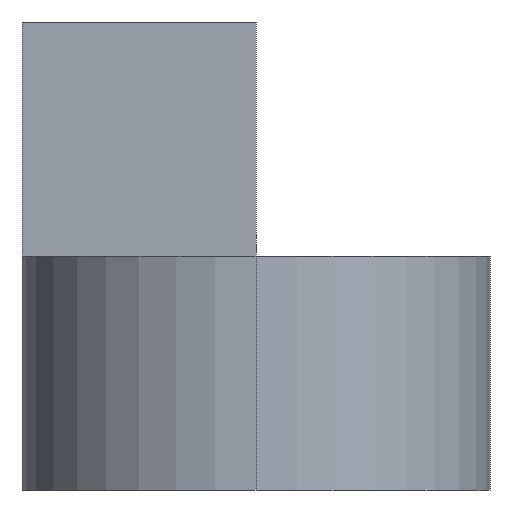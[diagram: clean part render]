
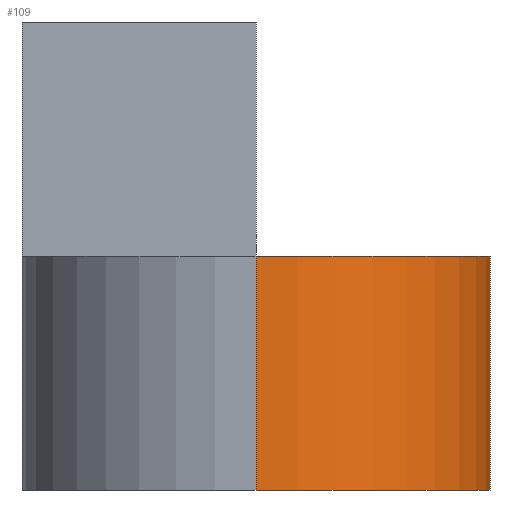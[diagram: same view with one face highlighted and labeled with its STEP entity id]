
A CAD part, left-side view. The second image highlights one B-rep face of the part: STEP entity #109.
In plain terms, the highlighted cylindrical face has radius 2 mm (diameter 4 mm), a partial arc.
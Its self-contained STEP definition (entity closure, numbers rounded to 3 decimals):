
#17 = EDGE_LOOP ( 'NONE', ( #194, #89, #405, #400 ) ) ;
#18 = CARTESIAN_POINT ( 'NONE',  ( 0., 0., 2. ) ) ;
#20 = CARTESIAN_POINT ( 'NONE',  ( 2., 0., 0. ) ) ;
#32 = DIRECTION ( 'NONE',  ( -1., 0., 0. ) ) ;
#48 = VECTOR ( 'NONE', #66, 1000. ) ;
#61 = AXIS2_PLACEMENT_3D ( 'NONE', #268, #408, #163 ) ;
#63 = LINE ( 'NONE', #129, #48 ) ;
#64 = CARTESIAN_POINT ( 'NONE',  ( -2., 0., 2. ) ) ;
#66 = DIRECTION ( 'NONE',  ( 0., 0., -1. ) ) ;
#70 = EDGE_CURVE ( 'NONE', #292, #388, #63, .T. ) ;
#79 = CARTESIAN_POINT ( 'NONE',  ( 2., 0., 2. ) ) ;
#89 = ORIENTED_EDGE ( 'NONE', *, *, #366, .T. ) ;
#104 = DIRECTION ( 'NONE',  ( 0., 0., -1. ) ) ;
#109 = ADVANCED_FACE ( 'NONE', ( #165 ), #274, .T. ) ;
#124 = LINE ( 'NONE', #160, #372 ) ;
#129 = CARTESIAN_POINT ( 'NONE',  ( 2., 0., 4. ) ) ;
#160 = CARTESIAN_POINT ( 'NONE',  ( -2., 0., 4. ) ) ;
#163 = DIRECTION ( 'NONE',  ( 1., 0., 0. ) ) ;
#165 = FACE_OUTER_BOUND ( 'NONE', #17, .T. ) ;
#194 = ORIENTED_EDGE ( 'NONE', *, *, #276, .T. ) ;
#210 = DIRECTION ( 'NONE',  ( -1., 0., 0. ) ) ;
#239 = AXIS2_PLACEMENT_3D ( 'NONE', #18, #104, #210 ) ;
#268 = CARTESIAN_POINT ( 'NONE',  ( 0., 0., 0. ) ) ;
#274 = CYLINDRICAL_SURFACE ( 'NONE', #364, 2. ) ;
#275 = DIRECTION ( 'NONE',  ( 0., 0., -1. ) ) ;
#276 = EDGE_CURVE ( 'NONE', #292, #356, #423, .T. ) ;
#292 = VERTEX_POINT ( 'NONE', #79 ) ;
#356 = VERTEX_POINT ( 'NONE', #64 ) ;
#364 = AXIS2_PLACEMENT_3D ( 'NONE', #411, #275, #32 ) ;
#365 = DIRECTION ( 'NONE',  ( 0., 0., -1. ) ) ;
#366 = EDGE_CURVE ( 'NONE', #356, #430, #124, .T. ) ;
#371 = EDGE_CURVE ( 'NONE', #430, #388, #445, .T. ) ;
#372 = VECTOR ( 'NONE', #365, 1000. ) ;
#388 = VERTEX_POINT ( 'NONE', #20 ) ;
#400 = ORIENTED_EDGE ( 'NONE', *, *, #70, .F. ) ;
#405 = ORIENTED_EDGE ( 'NONE', *, *, #371, .T. ) ;
#408 = DIRECTION ( 'NONE',  ( 0., 0., 1. ) ) ;
#411 = CARTESIAN_POINT ( 'NONE',  ( 0., 0., 4. ) ) ;
#423 = CIRCLE ( 'NONE', #239, 2. ) ;
#430 = VERTEX_POINT ( 'NONE', #432 ) ;
#432 = CARTESIAN_POINT ( 'NONE',  ( -2., 0., 0. ) ) ;
#445 = CIRCLE ( 'NONE', #61, 2. ) ;
